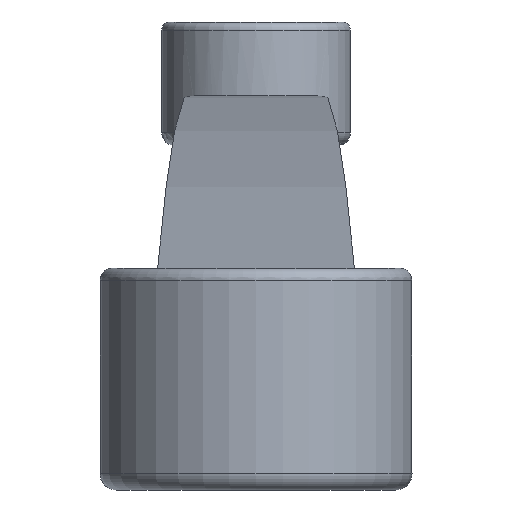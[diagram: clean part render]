
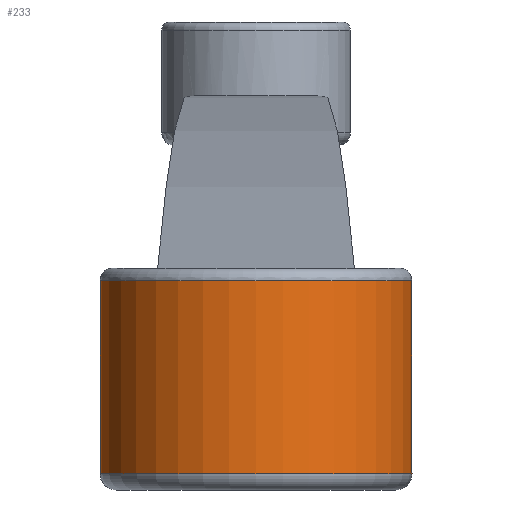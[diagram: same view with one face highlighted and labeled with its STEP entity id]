
A CAD part, left-side view. The second image highlights one B-rep face of the part: STEP entity #233.
In plain terms, the highlighted cylindrical face has radius 19 mm (diameter 38 mm), a full revolution.
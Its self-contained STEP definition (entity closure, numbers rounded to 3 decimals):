
#110=CYLINDRICAL_SURFACE('',#767,19.);
#133=LINE('',#1115,#163);
#134=LINE('',#1147,#164);
#163=VECTOR('',#845,1.);
#164=VECTOR('',#850,1.);
#207=B_SPLINE_CURVE_WITH_KNOTS('',3,(#1117,#1118,#1119,#1120,#1121,#1122,
#1123,#1124,#1125,#1126),.UNSPECIFIED.,.F.,.F.,(4,3,3,4),(0.,0.057,
0.509,1.),.UNSPECIFIED.);
#208=B_SPLINE_CURVE_WITH_KNOTS('',3,(#1130,#1131,#1132,#1133),.UNSPECIFIED.,
.F.,.F.,(4,4),(0.,1.),.UNSPECIFIED.);
#209=B_SPLINE_CURVE_WITH_KNOTS('',3,(#1135,#1136,#1137,#1138),.UNSPECIFIED.,
.F.,.F.,(4,4),(0.,1.),.UNSPECIFIED.);
#210=B_SPLINE_CURVE_WITH_KNOTS('',3,(#1142,#1143,#1144,#1145),.UNSPECIFIED.,
.F.,.F.,(4,4),(0.,1.),.UNSPECIFIED.);
#233=ADVANCED_FACE('',(#281,#282),#110,.T.);
#281=FACE_BOUND('',#335,.T.);
#282=FACE_BOUND('',#336,.T.);
#335=EDGE_LOOP('',(#397));
#336=EDGE_LOOP('',(#398,#399,#400,#401,#402,#403,#404,#405,#406));
#397=ORIENTED_EDGE('',*,*,#650,.T.);
#398=ORIENTED_EDGE('',*,*,#644,.T.);
#399=ORIENTED_EDGE('',*,*,#651,.T.);
#400=ORIENTED_EDGE('',*,*,#652,.T.);
#401=ORIENTED_EDGE('',*,*,#653,.T.);
#402=ORIENTED_EDGE('',*,*,#654,.T.);
#403=ORIENTED_EDGE('',*,*,#655,.T.);
#404=ORIENTED_EDGE('',*,*,#656,.T.);
#405=ORIENTED_EDGE('',*,*,#657,.T.);
#406=ORIENTED_EDGE('',*,*,#658,.T.);
#581=VERTEX_POINT('',#1071);
#582=VERTEX_POINT('',#1073);
#587=VERTEX_POINT('',#1114);
#588=VERTEX_POINT('',#1116);
#589=VERTEX_POINT('',#1127);
#590=VERTEX_POINT('',#1129);
#591=VERTEX_POINT('',#1134);
#592=VERTEX_POINT('',#1139);
#593=VERTEX_POINT('',#1141);
#594=VERTEX_POINT('',#1146);
#644=EDGE_CURVE('',#582,#581,#733,.T.);
#650=EDGE_CURVE('',#587,#587,#734,.T.);
#651=EDGE_CURVE('',#581,#588,#133,.T.);
#652=EDGE_CURVE('',#588,#589,#207,.T.);
#653=EDGE_CURVE('',#589,#590,#735,.T.);
#654=EDGE_CURVE('',#590,#591,#208,.T.);
#655=EDGE_CURVE('',#591,#592,#209,.T.);
#656=EDGE_CURVE('',#592,#593,#736,.T.);
#657=EDGE_CURVE('',#593,#594,#210,.T.);
#658=EDGE_CURVE('',#594,#582,#134,.T.);
#733=CIRCLE('',#760,19.);
#734=CIRCLE('',#764,19.);
#735=CIRCLE('',#765,19.);
#736=CIRCLE('',#766,19.);
#760=AXIS2_PLACEMENT_3D('',#1072,#834,#835);
#764=AXIS2_PLACEMENT_3D('',#1113,#843,#844);
#765=AXIS2_PLACEMENT_3D('',#1128,#846,#847);
#766=AXIS2_PLACEMENT_3D('',#1140,#848,#849);
#767=AXIS2_PLACEMENT_3D('',#1148,#851,#852);
#834=DIRECTION('',(0.,0.,-1.));
#835=DIRECTION('',(-1.,0.,0.));
#843=DIRECTION('',(0.,0.,1.));
#844=DIRECTION('',(-1.,0.,0.));
#845=DIRECTION('',(0.,0.,-1.));
#846=DIRECTION('',(0.,0.,-1.));
#847=DIRECTION('',(-1.,0.,0.));
#848=DIRECTION('',(0.,0.,-1.));
#849=DIRECTION('',(-1.,0.,0.));
#850=DIRECTION('',(0.,0.,1.));
#851=DIRECTION('',(0.,0.,-1.));
#852=DIRECTION('',(-1.,0.,0.));
#1071=CARTESIAN_POINT('',(95.889,191.04,-1.5));
#1072=CARTESIAN_POINT('',(81.301,178.867,-1.5));
#1073=CARTESIAN_POINT('',(95.889,166.693,-1.5));
#1113=CARTESIAN_POINT('',(81.301,178.867,-25.));
#1114=CARTESIAN_POINT('',(62.301,178.867,-25.));
#1115=CARTESIAN_POINT('',(95.889,191.04,0.));
#1116=CARTESIAN_POINT('',(95.889,191.04,-7.776));
#1117=CARTESIAN_POINT('',(95.889,191.04,-7.776));
#1118=CARTESIAN_POINT('',(95.921,191.002,-7.809));
#1119=CARTESIAN_POINT('',(95.953,190.963,-7.84));
#1120=CARTESIAN_POINT('',(95.986,190.923,-7.869));
#1121=CARTESIAN_POINT('',(96.24,190.613,-8.101));
#1122=CARTESIAN_POINT('',(96.515,190.257,-8.255));
#1123=CARTESIAN_POINT('',(96.778,189.888,-8.352));
#1124=CARTESIAN_POINT('',(97.064,189.486,-8.458));
#1125=CARTESIAN_POINT('',(97.344,189.059,-8.5));
#1126=CARTESIAN_POINT('',(97.603,188.626,-8.5));
#1127=CARTESIAN_POINT('',(97.603,188.626,-8.5));
#1128=CARTESIAN_POINT('',(81.301,178.867,-8.5));
#1129=CARTESIAN_POINT('',(99.814,183.142,-8.5));
#1130=CARTESIAN_POINT('',(99.814,183.142,-8.5));
#1131=CARTESIAN_POINT('',(100.141,181.725,-8.5));
#1132=CARTESIAN_POINT('',(100.301,180.299,-8.235));
#1133=CARTESIAN_POINT('',(100.301,178.867,-8.));
#1134=CARTESIAN_POINT('',(100.301,178.867,-8.));
#1135=CARTESIAN_POINT('',(100.301,178.867,-8.));
#1136=CARTESIAN_POINT('',(100.301,177.434,-8.235));
#1137=CARTESIAN_POINT('',(100.141,176.008,-8.5));
#1138=CARTESIAN_POINT('',(99.814,174.592,-8.5));
#1139=CARTESIAN_POINT('',(99.814,174.592,-8.5));
#1140=CARTESIAN_POINT('',(81.301,178.867,-8.5));
#1141=CARTESIAN_POINT('',(97.603,169.107,-8.5));
#1142=CARTESIAN_POINT('',(97.603,169.107,-8.5));
#1143=CARTESIAN_POINT('',(97.071,168.219,-8.5));
#1144=CARTESIAN_POINT('',(96.449,167.364,-8.345));
#1145=CARTESIAN_POINT('',(95.889,166.693,-7.776));
#1146=CARTESIAN_POINT('',(95.889,166.693,-7.776));
#1147=CARTESIAN_POINT('',(95.889,166.693,0.));
#1148=CARTESIAN_POINT('',(81.301,178.867,0.));
